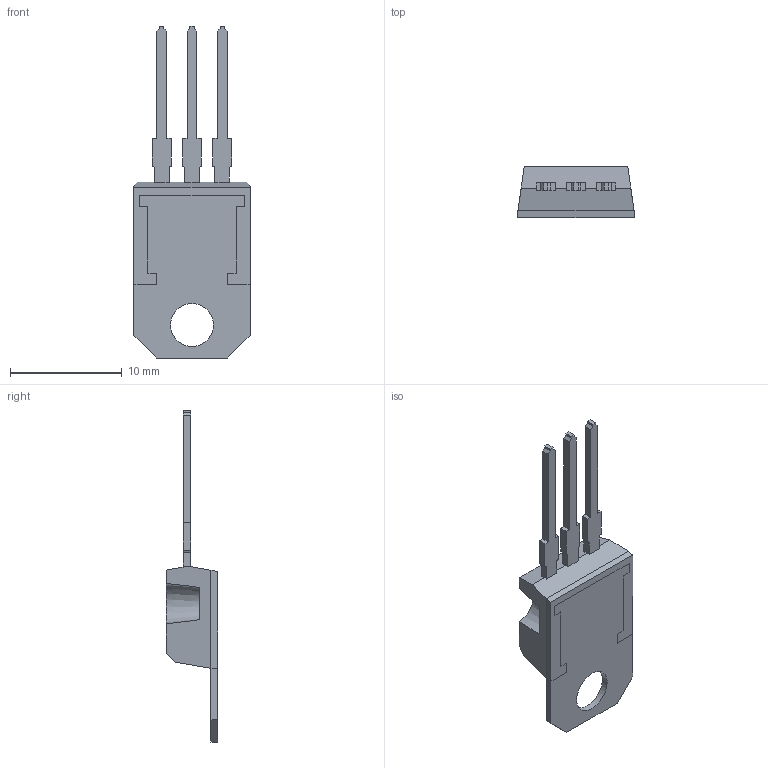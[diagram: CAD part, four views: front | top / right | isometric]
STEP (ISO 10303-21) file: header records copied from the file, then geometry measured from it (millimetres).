
FILE_DESCRIPTION(/* description */ (''),/* implementation_level */ '2;1');
FILE_NAME(/* name */ 'ST-LM317T.stp',/* time_stamp */ '2017-11-13T10:21:46+01:00',/* author */ ('illid'),/* organization */ (''),/* preprocessor_version */ 'ST-DEVELOPER v16.13',/* originating_system */ 'Autodesk Inventor 2018',/* authorisation */ '');
FILE_SCHEMA (('AUTOMOTIVE_DESIGN { 1 0 10303 214 3 1 1 }'));
Length unit declared in the file: millimetre
Products named in the file (1): ST - LM317T
Bounding box: 10.4 x 4.6 x 29.75 mm (x, y, z)
Volume: 424.8 mm3; surface area: 713.4 mm2
Topology: 2 solids, 2 shells, 186 faces, 516 edges, 341 vertices
Faces by surface type: plane 156, bspline 20, cylinder 8, cone 2
Full cylindrical faces by diameter (mm): 1.5 x1, 3.85 x1
Entity records: 6263 total; most frequent: CARTESIAN_POINT 1365, ORIENTED_EDGE 1034, DIRECTION 832, EDGE_CURVE 514, LINE 450, VECTOR 450, VERTEX_POINT 341, EDGE_LOOP 197
